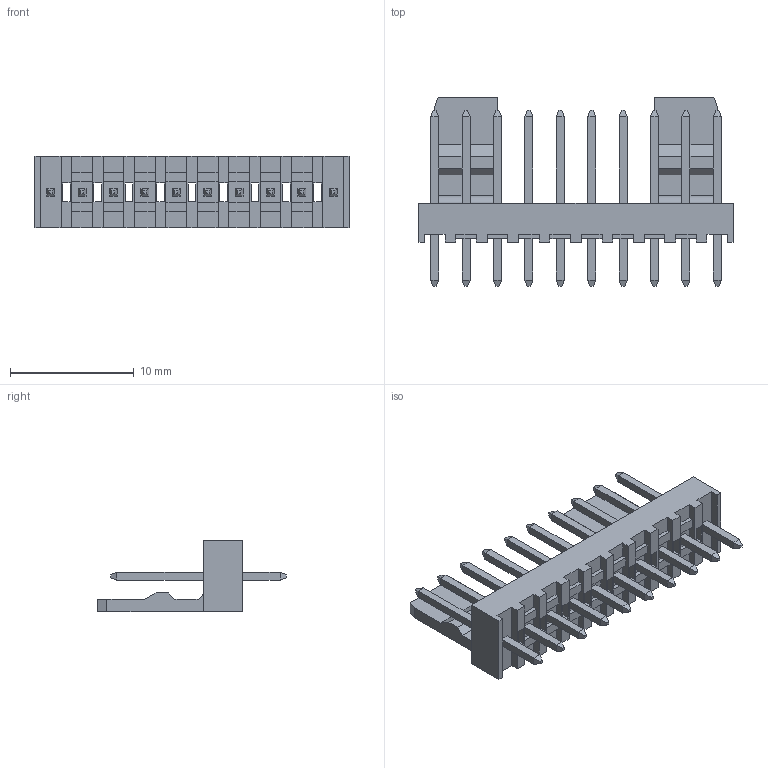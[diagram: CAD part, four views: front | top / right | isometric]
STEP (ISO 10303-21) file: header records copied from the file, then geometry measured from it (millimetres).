
FILE_DESCRIPTION(('STEP AP242'),'1');
FILE_NAME('0022272101.stp','2025-01-13T13:02:16',('TraceParts'),('TraceParts S.A.'),'Spatial InterOp 3D',' ',' ');
FILE_SCHEMA(('AP242_MANAGED_MODEL_BASED_3D_ENGINEERING_MIM_LF {1 0 10303 442 1 1 4}'));
Length unit declared in the file: millimetre
Products named in the file (1): 0022272101_1
Bounding box: 25.4 x 15.26 x 5.8 mm (x, y, z)
Volume: 526.5 mm3; surface area: 1155.4 mm2
Topology: 1 solids, 1 shells, 346 faces, 912 edges, 608 vertices
Faces by surface type: plane 344, cylinder 2
Entity records: 10418 total; most frequent: CARTESIAN_POINT 1828, ORIENTED_EDGE 1784, DIRECTION 1632, EDGE_CURVE 892, LINE 888, VECTOR 888, VERTEX_POINT 568, EDGE_LOOP 384
